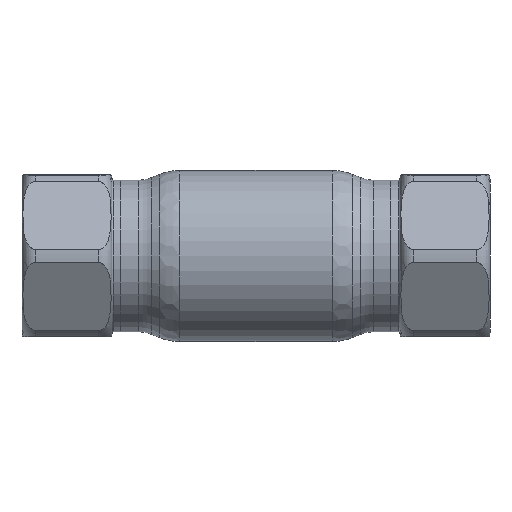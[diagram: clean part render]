
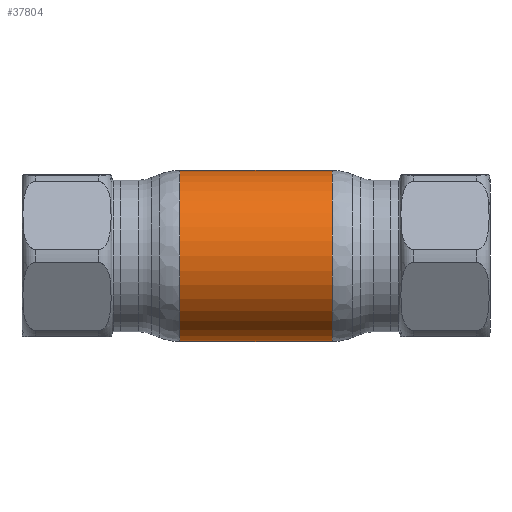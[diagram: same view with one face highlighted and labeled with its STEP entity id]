
A CAD part, front view. The second image highlights one B-rep face of the part: STEP entity #37804.
In plain terms, the highlighted cylindrical face has radius 19 mm (diameter 38 mm), a partial arc.
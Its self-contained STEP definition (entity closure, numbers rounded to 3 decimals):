
#4466 = CARTESIAN_POINT ( 'NONE',  ( 16.967, 0., 19. ) ) ;
#6185 = DIRECTION ( 'NONE',  ( -1., 0., 0. ) ) ;
#6201 = CYLINDRICAL_SURFACE ( 'NONE', #27267, 19. ) ;
#9783 = DIRECTION ( 'NONE',  ( 0., 0., 1. ) ) ;
#10334 = CARTESIAN_POINT ( 'NONE',  ( 16.967, 0., 0. ) ) ;
#10641 = LINE ( 'NONE', #45703, #32872 ) ;
#11194 = DIRECTION ( 'NONE',  ( -1., 0., 0. ) ) ;
#13506 = VECTOR ( 'NONE', #32273, 1000. ) ;
#14985 = AXIS2_PLACEMENT_3D ( 'NONE', #10334, #6185, #28303 ) ;
#16294 = VERTEX_POINT ( 'NONE', #20543 ) ;
#18615 = AXIS2_PLACEMENT_3D ( 'NONE', #32976, #11194, #29167 ) ;
#18938 = VERTEX_POINT ( 'NONE', #34756 ) ;
#19194 = CARTESIAN_POINT ( 'NONE',  ( -16.967, 0., -19. ) ) ;
#20543 = CARTESIAN_POINT ( 'NONE',  ( -16.967, 0., 19. ) ) ;
#23425 = EDGE_LOOP ( 'NONE', ( #45057, #31207, #29025, #28677 ) ) ;
#25962 = VERTEX_POINT ( 'NONE', #19194 ) ;
#27267 = AXIS2_PLACEMENT_3D ( 'NONE', #50149, #41242, #9783 ) ;
#28160 = LINE ( 'NONE', #32849, #13506 ) ;
#28303 = DIRECTION ( 'NONE',  ( 0., 0., 1. ) ) ;
#28677 = ORIENTED_EDGE ( 'NONE', *, *, #35680, .F. ) ;
#29025 = ORIENTED_EDGE ( 'NONE', *, *, #55900, .T. ) ;
#29167 = DIRECTION ( 'NONE',  ( 0., 0., 1. ) ) ;
#31207 = ORIENTED_EDGE ( 'NONE', *, *, #36692, .T. ) ;
#32273 = DIRECTION ( 'NONE',  ( -1., 0., 0. ) ) ;
#32849 = CARTESIAN_POINT ( 'NONE',  ( -62.69, 0., 19. ) ) ;
#32872 = VECTOR ( 'NONE', #46604, 1000. ) ;
#32976 = CARTESIAN_POINT ( 'NONE',  ( -16.967, 0., 0. ) ) ;
#34756 = CARTESIAN_POINT ( 'NONE',  ( 16.967, 0., -19. ) ) ;
#35680 = EDGE_CURVE ( 'NONE', #25962, #16294, #57196, .T. ) ;
#36692 = EDGE_CURVE ( 'NONE', #18938, #42897, #56365, .T. ) ;
#37804 = ADVANCED_FACE ( 'NONE', ( #46306 ), #6201, .T. ) ;
#37811 = EDGE_CURVE ( 'NONE', #18938, #25962, #10641, .T. ) ;
#41242 = DIRECTION ( 'NONE',  ( -1., 0., 0. ) ) ;
#42897 = VERTEX_POINT ( 'NONE', #4466 ) ;
#45057 = ORIENTED_EDGE ( 'NONE', *, *, #37811, .F. ) ;
#45703 = CARTESIAN_POINT ( 'NONE',  ( -62.69, 0., -19. ) ) ;
#46306 = FACE_OUTER_BOUND ( 'NONE', #23425, .T. ) ;
#46604 = DIRECTION ( 'NONE',  ( -1., 0., 0. ) ) ;
#50149 = CARTESIAN_POINT ( 'NONE',  ( -62.69, 0., 0. ) ) ;
#55900 = EDGE_CURVE ( 'NONE', #42897, #16294, #28160, .T. ) ;
#56365 = CIRCLE ( 'NONE', #14985, 19. ) ;
#57196 = CIRCLE ( 'NONE', #18615, 19. ) ;
